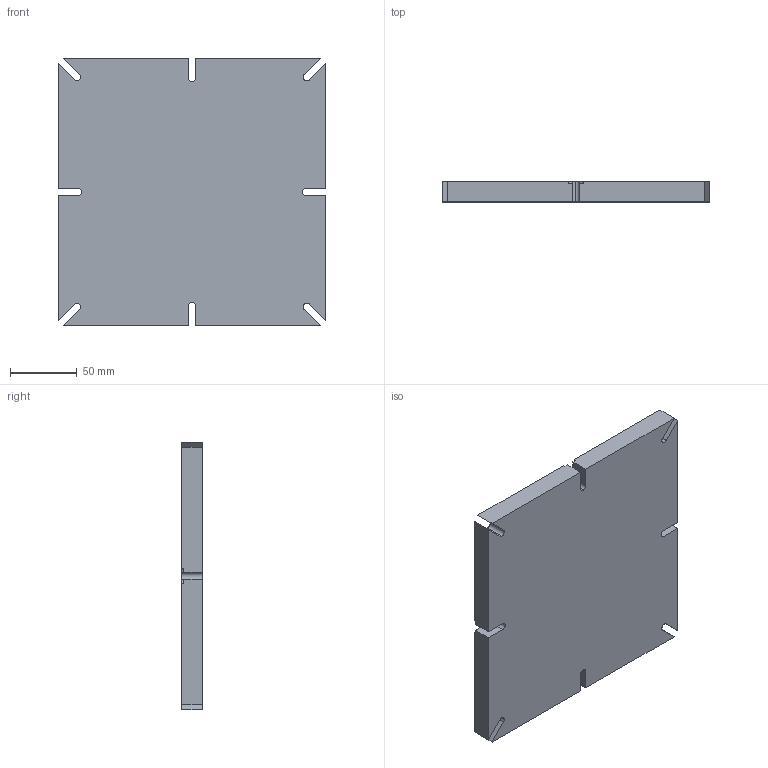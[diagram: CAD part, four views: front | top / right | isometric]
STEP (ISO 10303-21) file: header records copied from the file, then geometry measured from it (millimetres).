
FILE_DESCRIPTION (( 'STEP AP203' ), '1' );
FILE_NAME ('MOLDE SOPORTE PANTALLA SIN AGUJERO.STEP', '2020-03-26T22:52:57', ( '' ), ( '' ), 'SwSTEP 2.0', 'SolidWorks 2018', '' );
FILE_SCHEMA (( 'CONFIG_CONTROL_DESIGN' ));
Length unit declared in the file: millimetre
Products named in the file (1): MOLDE SOPORTE PANTALLA SIN AGUJERO
Bounding box: 200 x 15 x 200 mm (x, y, z)
Volume: 571450.4 mm3; surface area: 100113.1 mm2
Topology: 1 solids, 1 shells, 364 faces, 1010 edges, 647 vertices
Faces by surface type: cylinder 167, plane 150, torus 39, bspline 4, sphere 4
Entity records: 12360 total; most frequent: CARTESIAN_POINT 2682, DIRECTION 2136, ORIENTED_EDGE 2012, EDGE_CURVE 1006, AXIS2_PLACEMENT_3D 804, VERTEX_POINT 647, VECTOR 528, LINE 528
